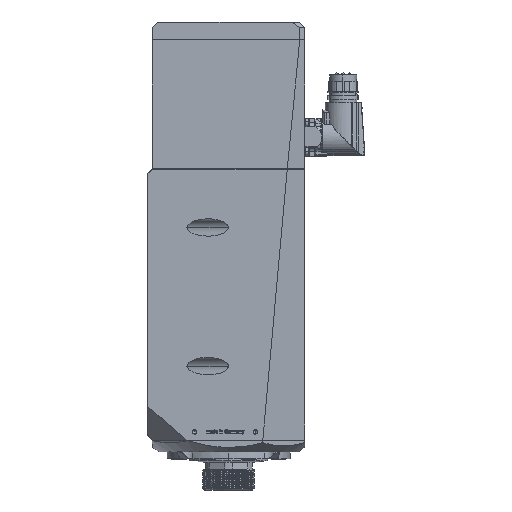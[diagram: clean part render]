
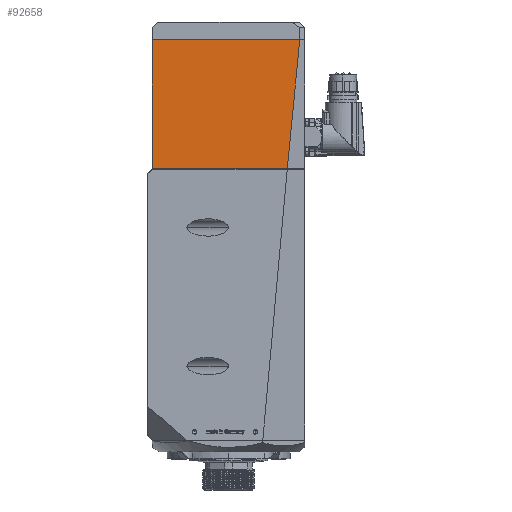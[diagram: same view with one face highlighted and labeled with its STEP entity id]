
A CAD part, left-side view. The second image highlights one B-rep face of the part: STEP entity #92658.
In plain terms, the highlighted planar face has unit normal (-1, 0, 0).
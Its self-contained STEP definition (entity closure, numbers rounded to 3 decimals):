
#8611 = LINE ( 'NONE', #44980, #23103 ) ;
#22581 = ORIENTED_EDGE ( 'NONE', *, *, #88752, .F. ) ;
#23103 = VECTOR ( 'NONE', #176454, 1000. ) ;
#24572 = EDGE_CURVE ( 'NONE', #45777, #130745, #66369, .T. ) ;
#31198 = ORIENTED_EDGE ( 'NONE', *, *, #24572, .T. ) ;
#32495 = EDGE_CURVE ( 'NONE', #130745, #54460, #113247, .T. ) ;
#35810 = CARTESIAN_POINT ( 'NONE',  ( -44., -33.703, -1. ) ) ;
#44980 = CARTESIAN_POINT ( 'NONE',  ( -44., -44., 74.35 ) ) ;
#45777 = VERTEX_POINT ( 'NONE', #197824 ) ;
#51303 = DIRECTION ( 'NONE',  ( 0., 0., -1. ) ) ;
#51954 = FACE_OUTER_BOUND ( 'NONE', #243859, .T. ) ;
#54445 = DIRECTION ( 'NONE',  ( 0., 1., 0. ) ) ;
#54460 = VERTEX_POINT ( 'NONE', #54546 ) ;
#54546 = CARTESIAN_POINT ( 'NONE',  ( -44., -33.8, 0. ) ) ;
#62463 = EDGE_CURVE ( 'NONE', #54460, #128224, #183612, .T. ) ;
#66369 = LINE ( 'NONE', #184051, #187727 ) ;
#68740 = VECTOR ( 'NONE', #185935, 1000. ) ;
#87982 = ORIENTED_EDGE ( 'NONE', *, *, #62463, .T. ) ;
#88752 = EDGE_CURVE ( 'NONE', #45777, #128224, #8611, .T. ) ;
#92658 = ADVANCED_FACE ( 'NONE', ( #51954 ), #94419, .F. ) ;
#94419 = PLANE ( 'NONE',  #192441 ) ;
#104057 = ORIENTED_EDGE ( 'NONE', *, *, #32495, .T. ) ;
#113247 = LINE ( 'NONE', #169679, #68740 ) ;
#119625 = CARTESIAN_POINT ( 'NONE',  ( -44., -41., 74.35 ) ) ;
#128224 = VERTEX_POINT ( 'NONE', #119625 ) ;
#130745 = VERTEX_POINT ( 'NONE', #226986 ) ;
#133208 = CARTESIAN_POINT ( 'NONE',  ( -44., 44., 33. ) ) ;
#149566 = DIRECTION ( 'NONE',  ( 1., 0., 0. ) ) ;
#160779 = VECTOR ( 'NONE', #242348, 1000. ) ;
#169679 = CARTESIAN_POINT ( 'NONE',  ( -44., 44., 0. ) ) ;
#176454 = DIRECTION ( 'NONE',  ( 0., -1., 0. ) ) ;
#183612 = LINE ( 'NONE', #35810, #160779 ) ;
#184051 = CARTESIAN_POINT ( 'NONE',  ( -44., 44., 33. ) ) ;
#185935 = DIRECTION ( 'NONE',  ( 0., -1., 0. ) ) ;
#187727 = VECTOR ( 'NONE', #51303, 1000. ) ;
#192441 = AXIS2_PLACEMENT_3D ( 'NONE', #133208, #149566, #54445 ) ;
#197824 = CARTESIAN_POINT ( 'NONE',  ( -44., 44., 74.35 ) ) ;
#226986 = CARTESIAN_POINT ( 'NONE',  ( -44., 44., 0. ) ) ;
#242348 = DIRECTION ( 'NONE',  ( 0., -0.096, 0.995 ) ) ;
#243859 = EDGE_LOOP ( 'NONE', ( #87982, #22581, #31198, #104057 ) ) ;
